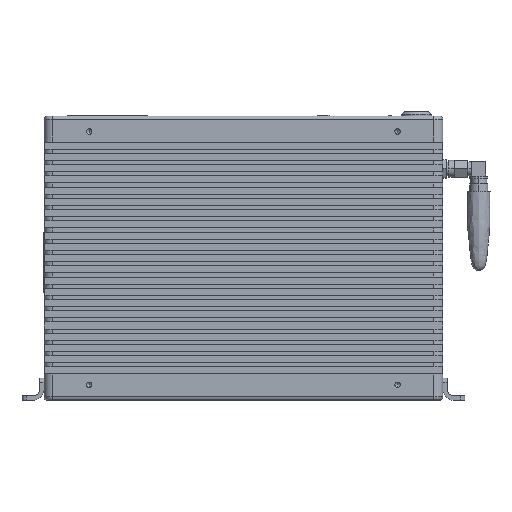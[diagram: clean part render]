
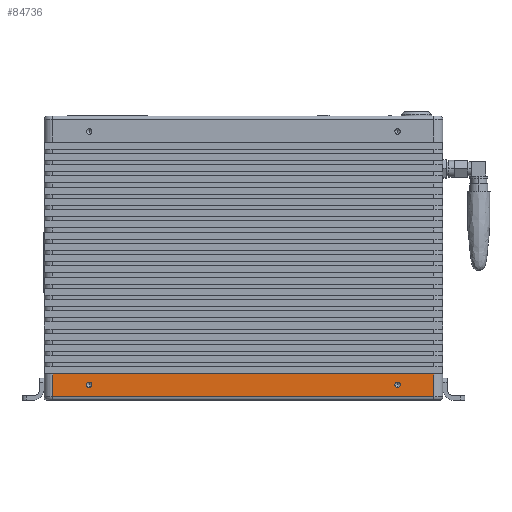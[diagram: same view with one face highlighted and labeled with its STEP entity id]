
A CAD part, front view. The second image highlights one B-rep face of the part: STEP entity #84736.
In plain terms, the highlighted planar face has unit normal (0, -1, 0).
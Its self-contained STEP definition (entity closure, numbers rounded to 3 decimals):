
#4704 = EDGE_CURVE ( 'NONE', #27290, #111824, #189002, .T. ) ;
#4749 = AXIS2_PLACEMENT_3D ( 'NONE', #5226, #109215, #20151 ) ;
#5226 = CARTESIAN_POINT ( 'NONE',  ( -70., 0., -57.5 ) ) ;
#10670 = ORIENTED_EDGE ( 'NONE', *, *, #175990, .T. ) ;
#20151 = DIRECTION ( 'NONE',  ( 0., 0., -1. ) ) ;
#23771 = DIRECTION ( 'NONE',  ( 0., -1., 0. ) ) ;
#26143 = CARTESIAN_POINT ( 'NONE',  ( 70., 0., -57.5 ) ) ;
#27290 = VERTEX_POINT ( 'NONE', #161716 ) ;
#31711 = ORIENTED_EDGE ( 'NONE', *, *, #78554, .F. ) ;
#33658 = AXIS2_PLACEMENT_3D ( 'NONE', #112882, #23771, #127790 ) ;
#35453 = VERTEX_POINT ( 'NONE', #162791 ) ;
#36366 = EDGE_CURVE ( 'NONE', #120381, #62547, #147762, .T. ) ;
#41058 = DIRECTION ( 'NONE',  ( 0., 0., -1. ) ) ;
#45282 = CARTESIAN_POINT ( 'NONE',  ( 0., 0., -63. ) ) ;
#46640 = EDGE_CURVE ( 'NONE', #62547, #120381, #187297, .T. ) ;
#54477 = ORIENTED_EDGE ( 'NONE', *, *, #126669, .T. ) ;
#59520 = VECTOR ( 'NONE', #66369, 1000. ) ;
#61140 = PLANE ( 'NONE',  #128810 ) ;
#62258 = FACE_BOUND ( 'NONE', #76220, .T. ) ;
#62547 = VERTEX_POINT ( 'NONE', #127190 ) ;
#62851 = CARTESIAN_POINT ( 'NONE',  ( -86.5, 0., -52.6 ) ) ;
#63856 = AXIS2_PLACEMENT_3D ( 'NONE', #26143, #130176, #41058 ) ;
#65759 = ORIENTED_EDGE ( 'NONE', *, *, #70049, .F. ) ;
#66369 = DIRECTION ( 'NONE',  ( 0., 0., 1. ) ) ;
#66654 = VERTEX_POINT ( 'NONE', #127496 ) ;
#68856 = LINE ( 'NONE', #169573, #59520 ) ;
#70049 = EDGE_CURVE ( 'NONE', #111824, #27290, #186528, .T. ) ;
#76098 = DIRECTION ( 'NONE',  ( 0., 0., 1. ) ) ;
#76220 = EDGE_LOOP ( 'NONE', ( #65759, #184618 ) ) ;
#77109 = LINE ( 'NONE', #177233, #107397 ) ;
#78554 = EDGE_CURVE ( 'NONE', #101906, #35453, #77109, .T. ) ;
#79580 = DIRECTION ( 'NONE',  ( 0., 0., -1. ) ) ;
#84097 = CARTESIAN_POINT ( 'NONE',  ( -70., 0., -57.5 ) ) ;
#84736 = ADVANCED_FACE ( 'NONE', ( #136655, #62258, #171429 ), #61140, .F. ) ;
#89765 = VERTEX_POINT ( 'NONE', #163739 ) ;
#91959 = VECTOR ( 'NONE', #79580, 1000. ) ;
#94133 = EDGE_LOOP ( 'NONE', ( #54477, #31711, #144657, #10670 ) ) ;
#99146 = DIRECTION ( 'NONE',  ( 0., 0., -1. ) ) ;
#99431 = EDGE_LOOP ( 'NONE', ( #151546, #100443 ) ) ;
#100443 = ORIENTED_EDGE ( 'NONE', *, *, #46640, .F. ) ;
#101676 = VECTOR ( 'NONE', #105115, 1000. ) ;
#101906 = VERTEX_POINT ( 'NONE', #62851 ) ;
#105115 = DIRECTION ( 'NONE',  ( 1., 0., 0. ) ) ;
#107397 = VECTOR ( 'NONE', #148047, 1000. ) ;
#109215 = DIRECTION ( 'NONE',  ( 0., -1., 0. ) ) ;
#109555 = CARTESIAN_POINT ( 'NONE',  ( -86.5, 0., 0. ) ) ;
#111824 = VERTEX_POINT ( 'NONE', #138052 ) ;
#112882 = CARTESIAN_POINT ( 'NONE',  ( 70., 0., -57.5 ) ) ;
#120381 = VERTEX_POINT ( 'NONE', #188708 ) ;
#120392 = CARTESIAN_POINT ( 'NONE',  ( 0., 0., 0. ) ) ;
#126669 = EDGE_CURVE ( 'NONE', #89765, #35453, #68856, .T. ) ;
#127190 = CARTESIAN_POINT ( 'NONE',  ( -70., 0., -56.25 ) ) ;
#127496 = CARTESIAN_POINT ( 'NONE',  ( -86.5, 0., -63. ) ) ;
#127790 = DIRECTION ( 'NONE',  ( 0., 0., -1. ) ) ;
#128810 = AXIS2_PLACEMENT_3D ( 'NONE', #120392, #165063, #76098 ) ;
#130176 = DIRECTION ( 'NONE',  ( 0., -1., 0. ) ) ;
#136655 = FACE_BOUND ( 'NONE', #99431, .T. ) ;
#138052 = CARTESIAN_POINT ( 'NONE',  ( 70., 0., -58.75 ) ) ;
#138473 = EDGE_CURVE ( 'NONE', #101906, #66654, #166312, .T. ) ;
#144657 = ORIENTED_EDGE ( 'NONE', *, *, #138473, .T. ) ;
#147762 = CIRCLE ( 'NONE', #4749, 1.25 ) ;
#148047 = DIRECTION ( 'NONE',  ( 1., 0., 0. ) ) ;
#151546 = ORIENTED_EDGE ( 'NONE', *, *, #36366, .F. ) ;
#152593 = AXIS2_PLACEMENT_3D ( 'NONE', #84097, #188018, #99146 ) ;
#161716 = CARTESIAN_POINT ( 'NONE',  ( 70., 0., -56.25 ) ) ;
#162791 = CARTESIAN_POINT ( 'NONE',  ( 86.5, 0., -52.6 ) ) ;
#163739 = CARTESIAN_POINT ( 'NONE',  ( 86.5, 0., -63. ) ) ;
#165063 = DIRECTION ( 'NONE',  ( 0., 1., 0. ) ) ;
#166312 = LINE ( 'NONE', #109555, #91959 ) ;
#169573 = CARTESIAN_POINT ( 'NONE',  ( 86.5, 0., 0. ) ) ;
#171429 = FACE_OUTER_BOUND ( 'NONE', #94133, .T. ) ;
#175990 = EDGE_CURVE ( 'NONE', #66654, #89765, #185251, .T. ) ;
#177233 = CARTESIAN_POINT ( 'NONE',  ( -101.581, 0., -52.6 ) ) ;
#184618 = ORIENTED_EDGE ( 'NONE', *, *, #4704, .F. ) ;
#185251 = LINE ( 'NONE', #45282, #101676 ) ;
#186528 = CIRCLE ( 'NONE', #33658, 1.25 ) ;
#187297 = CIRCLE ( 'NONE', #152593, 1.25 ) ;
#188018 = DIRECTION ( 'NONE',  ( 0., -1., 0. ) ) ;
#188708 = CARTESIAN_POINT ( 'NONE',  ( -70., 0., -58.75 ) ) ;
#189002 = CIRCLE ( 'NONE', #63856, 1.25 ) ;
